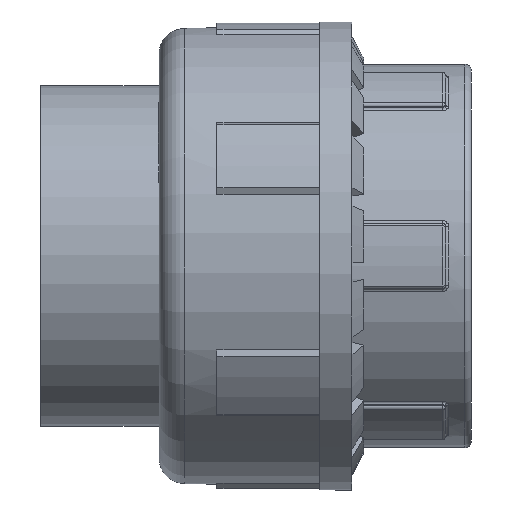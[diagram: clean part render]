
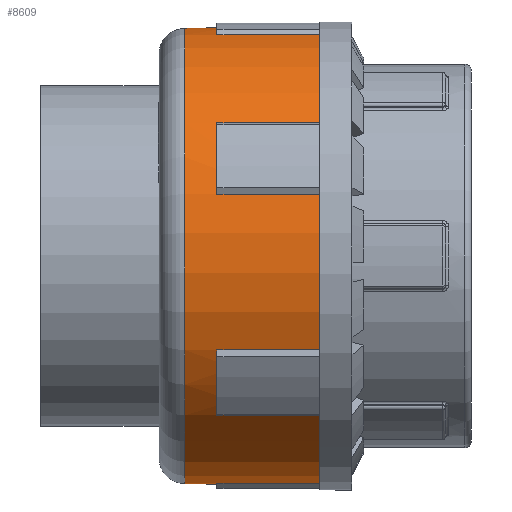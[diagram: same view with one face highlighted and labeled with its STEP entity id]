
A CAD part, front view. The second image highlights one B-rep face of the part: STEP entity #8609.
In plain terms, the highlighted cylindrical face has radius 35.5 mm (diameter 71 mm), a full revolution.
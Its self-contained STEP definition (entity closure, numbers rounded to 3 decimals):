
#376=FACE_BOUND('',#3271,.T.);
#1067=LINE('',#15676,#1792);
#1073=LINE('',#15691,#1798);
#1075=LINE('',#15699,#1800);
#1081=LINE('',#15714,#1806);
#1083=LINE('',#15722,#1808);
#1089=LINE('',#15737,#1814);
#1091=LINE('',#15745,#1816);
#1097=LINE('',#15760,#1822);
#1099=LINE('',#15768,#1824);
#1105=LINE('',#15783,#1830);
#1108=LINE('',#15866,#1833);
#1112=LINE('',#15872,#1837);
#1792=VECTOR('',#11317,10.);
#1798=VECTOR('',#11331,10.);
#1800=VECTOR('',#11339,10.);
#1806=VECTOR('',#11353,10.);
#1808=VECTOR('',#11361,10.);
#1814=VECTOR('',#11375,10.);
#1816=VECTOR('',#11383,10.);
#1822=VECTOR('',#11397,10.);
#1824=VECTOR('',#11405,10.);
#1830=VECTOR('',#11419,10.);
#1833=VECTOR('',#11472,10.);
#1837=VECTOR('',#11480,10.);
#1908=CYLINDRICAL_SURFACE('',#9332,35.5);
#2716=FACE_OUTER_BOUND('',#3270,.T.);
#3270=EDGE_LOOP('',(#7906,#7907,#7908,#7909,#7910,#7911,#7912,#7913,#7914,
#7915,#7916,#7917,#7918,#7919,#7920,#7921,#7922,#7923,#7924,#7925,#7926,
#7927,#7928,#7929));
#3271=EDGE_LOOP('',(#7930));
#3558=CIRCLE('',#9278,35.5);
#3561=CIRCLE('',#9285,35.5);
#3564=CIRCLE('',#9292,35.5);
#3567=CIRCLE('',#9299,35.5);
#3570=CIRCLE('',#9306,35.5);
#3572=CIRCLE('',#9309,35.5);
#3573=CIRCLE('',#9310,35.5);
#3574=CIRCLE('',#9311,35.5);
#3575=CIRCLE('',#9312,35.5);
#3576=CIRCLE('',#9313,35.5);
#3582=CIRCLE('',#9319,35.5);
#3583=CIRCLE('',#9321,35.5);
#3586=CIRCLE('',#9333,35.5);
#4324=VERTEX_POINT('',#15672);
#4326=VERTEX_POINT('',#15675);
#4330=VERTEX_POINT('',#15687);
#4331=VERTEX_POINT('',#15689);
#4332=VERTEX_POINT('',#15695);
#4334=VERTEX_POINT('',#15698);
#4338=VERTEX_POINT('',#15710);
#4339=VERTEX_POINT('',#15712);
#4340=VERTEX_POINT('',#15718);
#4342=VERTEX_POINT('',#15721);
#4346=VERTEX_POINT('',#15733);
#4347=VERTEX_POINT('',#15735);
#4348=VERTEX_POINT('',#15741);
#4350=VERTEX_POINT('',#15744);
#4354=VERTEX_POINT('',#15756);
#4355=VERTEX_POINT('',#15758);
#4356=VERTEX_POINT('',#15764);
#4358=VERTEX_POINT('',#15767);
#4362=VERTEX_POINT('',#15779);
#4363=VERTEX_POINT('',#15781);
#4365=VERTEX_POINT('',#15793);
#4372=VERTEX_POINT('',#15807);
#4373=VERTEX_POINT('',#15811);
#4375=VERTEX_POINT('',#15823);
#4383=VERTEX_POINT('',#15874);
#5508=EDGE_CURVE('',#4326,#4324,#1067,.T.);
#5516=EDGE_CURVE('',#4330,#4331,#1073,.T.);
#5517=EDGE_CURVE('',#4331,#4326,#3558,.T.);
#5519=EDGE_CURVE('',#4334,#4332,#1075,.T.);
#5527=EDGE_CURVE('',#4338,#4339,#1081,.T.);
#5528=EDGE_CURVE('',#4339,#4334,#3561,.T.);
#5530=EDGE_CURVE('',#4342,#4340,#1083,.T.);
#5538=EDGE_CURVE('',#4346,#4347,#1089,.T.);
#5539=EDGE_CURVE('',#4347,#4342,#3564,.T.);
#5541=EDGE_CURVE('',#4350,#4348,#1091,.T.);
#5549=EDGE_CURVE('',#4354,#4355,#1097,.T.);
#5550=EDGE_CURVE('',#4355,#4350,#3567,.T.);
#5552=EDGE_CURVE('',#4358,#4356,#1099,.T.);
#5560=EDGE_CURVE('',#4362,#4363,#1105,.T.);
#5561=EDGE_CURVE('',#4363,#4358,#3570,.T.);
#5563=EDGE_CURVE('',#4332,#4330,#3572,.T.);
#5564=EDGE_CURVE('',#4340,#4338,#3573,.T.);
#5565=EDGE_CURVE('',#4348,#4346,#3574,.T.);
#5566=EDGE_CURVE('',#4356,#4354,#3575,.T.);
#5567=EDGE_CURVE('',#4365,#4362,#3576,.T.);
#5575=EDGE_CURVE('',#4324,#4372,#3582,.T.);
#5577=EDGE_CURVE('',#4373,#4375,#3583,.T.);
#5587=EDGE_CURVE('',#4373,#4365,#1108,.T.);
#5591=EDGE_CURVE('',#4372,#4375,#1112,.T.);
#5592=EDGE_CURVE('',#4383,#4383,#3586,.T.);
#7906=ORIENTED_EDGE('',*,*,#5508,.T.);
#7907=ORIENTED_EDGE('',*,*,#5575,.T.);
#7908=ORIENTED_EDGE('',*,*,#5591,.T.);
#7909=ORIENTED_EDGE('',*,*,#5577,.F.);
#7910=ORIENTED_EDGE('',*,*,#5587,.T.);
#7911=ORIENTED_EDGE('',*,*,#5567,.T.);
#7912=ORIENTED_EDGE('',*,*,#5560,.T.);
#7913=ORIENTED_EDGE('',*,*,#5561,.T.);
#7914=ORIENTED_EDGE('',*,*,#5552,.T.);
#7915=ORIENTED_EDGE('',*,*,#5566,.T.);
#7916=ORIENTED_EDGE('',*,*,#5549,.T.);
#7917=ORIENTED_EDGE('',*,*,#5550,.T.);
#7918=ORIENTED_EDGE('',*,*,#5541,.T.);
#7919=ORIENTED_EDGE('',*,*,#5565,.T.);
#7920=ORIENTED_EDGE('',*,*,#5538,.T.);
#7921=ORIENTED_EDGE('',*,*,#5539,.T.);
#7922=ORIENTED_EDGE('',*,*,#5530,.T.);
#7923=ORIENTED_EDGE('',*,*,#5564,.T.);
#7924=ORIENTED_EDGE('',*,*,#5527,.T.);
#7925=ORIENTED_EDGE('',*,*,#5528,.T.);
#7926=ORIENTED_EDGE('',*,*,#5519,.T.);
#7927=ORIENTED_EDGE('',*,*,#5563,.T.);
#7928=ORIENTED_EDGE('',*,*,#5516,.T.);
#7929=ORIENTED_EDGE('',*,*,#5517,.T.);
#7930=ORIENTED_EDGE('',*,*,#5592,.F.);
#8609=ADVANCED_FACE('',(#2716,#376),#1908,.T.);
#9278=AXIS2_PLACEMENT_3D('',#15693,#11334,#11335);
#9285=AXIS2_PLACEMENT_3D('',#15716,#11356,#11357);
#9292=AXIS2_PLACEMENT_3D('',#15739,#11378,#11379);
#9299=AXIS2_PLACEMENT_3D('',#15762,#11400,#11401);
#9306=AXIS2_PLACEMENT_3D('',#15785,#11422,#11423);
#9309=AXIS2_PLACEMENT_3D('',#15789,#11428,#11429);
#9310=AXIS2_PLACEMENT_3D('',#15790,#11430,#11431);
#9311=AXIS2_PLACEMENT_3D('',#15791,#11432,#11433);
#9312=AXIS2_PLACEMENT_3D('',#15792,#11434,#11435);
#9313=AXIS2_PLACEMENT_3D('',#15794,#11436,#11437);
#9319=AXIS2_PLACEMENT_3D('',#15809,#11450,#11451);
#9321=AXIS2_PLACEMENT_3D('',#15824,#11454,#11455);
#9332=AXIS2_PLACEMENT_3D('',#15873,#11481,#11482);
#9333=AXIS2_PLACEMENT_3D('',#15875,#11483,#11484);
#11317=DIRECTION('',(1.,0.,0.));
#11331=DIRECTION('',(-1.,0.,0.));
#11334=DIRECTION('center_axis',(-1.,0.,0.));
#11335=DIRECTION('ref_axis',(0.,-1.,0.));
#11339=DIRECTION('',(1.,0.,0.));
#11353=DIRECTION('',(-1.,0.,0.));
#11356=DIRECTION('center_axis',(-1.,0.,0.));
#11357=DIRECTION('ref_axis',(0.,-1.,0.));
#11361=DIRECTION('',(1.,0.,0.));
#11375=DIRECTION('',(-1.,0.,0.));
#11378=DIRECTION('center_axis',(-1.,0.,0.));
#11379=DIRECTION('ref_axis',(0.,-1.,0.));
#11383=DIRECTION('',(1.,0.,0.));
#11397=DIRECTION('',(-1.,0.,0.));
#11400=DIRECTION('center_axis',(-1.,0.,0.));
#11401=DIRECTION('ref_axis',(0.,-1.,0.));
#11405=DIRECTION('',(1.,0.,0.));
#11419=DIRECTION('',(-1.,0.,0.));
#11422=DIRECTION('center_axis',(-1.,0.,0.));
#11423=DIRECTION('ref_axis',(0.,-1.,0.));
#11428=DIRECTION('center_axis',(-1.,0.,0.));
#11429=DIRECTION('ref_axis',(0.,-1.,0.));
#11430=DIRECTION('center_axis',(-1.,0.,0.));
#11431=DIRECTION('ref_axis',(0.,-1.,0.));
#11432=DIRECTION('center_axis',(-1.,0.,0.));
#11433=DIRECTION('ref_axis',(0.,-1.,0.));
#11434=DIRECTION('center_axis',(-1.,0.,0.));
#11435=DIRECTION('ref_axis',(0.,-1.,0.));
#11436=DIRECTION('center_axis',(-1.,0.,0.));
#11437=DIRECTION('ref_axis',(0.,-1.,0.));
#11450=DIRECTION('center_axis',(-1.,0.,0.));
#11451=DIRECTION('ref_axis',(0.,-1.,0.));
#11454=DIRECTION('center_axis',(1.,0.,0.));
#11455=DIRECTION('ref_axis',(0.,-1.,0.));
#11472=DIRECTION('',(1.,0.,0.));
#11480=DIRECTION('',(-1.,0.,0.));
#11481=DIRECTION('center_axis',(-1.,0.,0.));
#11482=DIRECTION('ref_axis',(0.,-1.,0.));
#11483=DIRECTION('center_axis',(-1.,0.,0.));
#11484=DIRECTION('ref_axis',(0.,1.,0.));
#15672=CARTESIAN_POINT('',(25.,22.819,27.195));
#15675=CARTESIAN_POINT('',(9.,22.819,27.195));
#15676=CARTESIAN_POINT('',(15.,22.819,27.195));
#15687=CARTESIAN_POINT('',(25.,12.142,33.359));
#15689=CARTESIAN_POINT('',(9.,12.142,33.359));
#15691=CARTESIAN_POINT('',(15.,12.142,33.359));
#15693=CARTESIAN_POINT('Origin',(9.,0.,0.));
#15695=CARTESIAN_POINT('',(25.,-12.142,33.359));
#15698=CARTESIAN_POINT('',(9.,-12.142,33.359));
#15699=CARTESIAN_POINT('',(15.,-12.142,33.359));
#15710=CARTESIAN_POINT('',(25.,-22.819,27.195));
#15712=CARTESIAN_POINT('',(9.,-22.819,27.195));
#15714=CARTESIAN_POINT('',(15.,-22.819,27.195));
#15716=CARTESIAN_POINT('Origin',(9.,0.,0.));
#15718=CARTESIAN_POINT('',(25.,-34.961,6.165));
#15721=CARTESIAN_POINT('',(9.,-34.961,6.165));
#15722=CARTESIAN_POINT('',(15.,-34.961,6.165));
#15733=CARTESIAN_POINT('',(25.,-34.961,-6.165));
#15735=CARTESIAN_POINT('',(9.,-34.961,-6.165));
#15737=CARTESIAN_POINT('',(15.,-34.961,-6.165));
#15739=CARTESIAN_POINT('Origin',(9.,0.,0.));
#15741=CARTESIAN_POINT('',(25.,-22.819,-27.195));
#15744=CARTESIAN_POINT('',(9.,-22.819,-27.195));
#15745=CARTESIAN_POINT('',(15.,-22.819,-27.195));
#15756=CARTESIAN_POINT('',(25.,-12.142,-33.359));
#15758=CARTESIAN_POINT('',(9.,-12.142,-33.359));
#15760=CARTESIAN_POINT('',(15.,-12.142,-33.359));
#15762=CARTESIAN_POINT('Origin',(9.,0.,0.));
#15764=CARTESIAN_POINT('',(25.,12.142,-33.359));
#15767=CARTESIAN_POINT('',(9.,12.142,-33.359));
#15768=CARTESIAN_POINT('',(15.,12.142,-33.359));
#15779=CARTESIAN_POINT('',(25.,22.819,-27.195));
#15781=CARTESIAN_POINT('',(9.,22.819,-27.195));
#15783=CARTESIAN_POINT('',(15.,22.819,-27.195));
#15785=CARTESIAN_POINT('Origin',(9.,0.,0.));
#15789=CARTESIAN_POINT('Origin',(25.,0.,0.));
#15790=CARTESIAN_POINT('Origin',(25.,0.,0.));
#15791=CARTESIAN_POINT('Origin',(25.,0.,0.));
#15792=CARTESIAN_POINT('Origin',(25.,0.,0.));
#15793=CARTESIAN_POINT('',(25.,34.929,-6.342));
#15794=CARTESIAN_POINT('Origin',(25.,0.,0.));
#15807=CARTESIAN_POINT('',(25.,34.929,6.342));
#15809=CARTESIAN_POINT('Origin',(25.,0.,0.));
#15811=CARTESIAN_POINT('',(8.546,34.929,-6.342));
#15823=CARTESIAN_POINT('',(8.546,34.929,6.342));
#15824=CARTESIAN_POINT('Origin',(8.546,0.,0.));
#15866=CARTESIAN_POINT('',(15.,34.929,-6.342));
#15872=CARTESIAN_POINT('',(15.,34.929,6.342));
#15873=CARTESIAN_POINT('Origin',(15.,0.,0.));
#15874=CARTESIAN_POINT('',(4.,-35.5,0.));
#15875=CARTESIAN_POINT('Origin',(4.,0.,0.));
